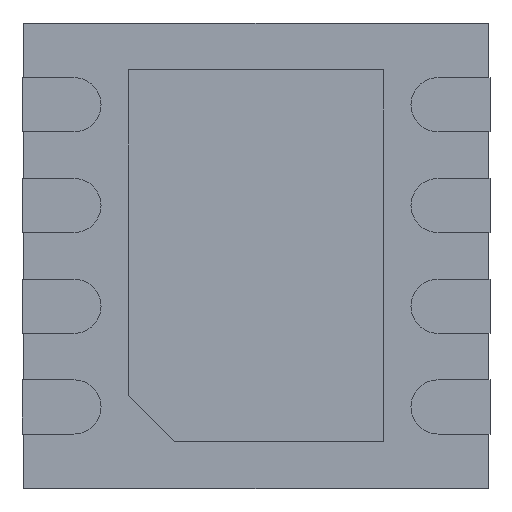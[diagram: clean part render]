
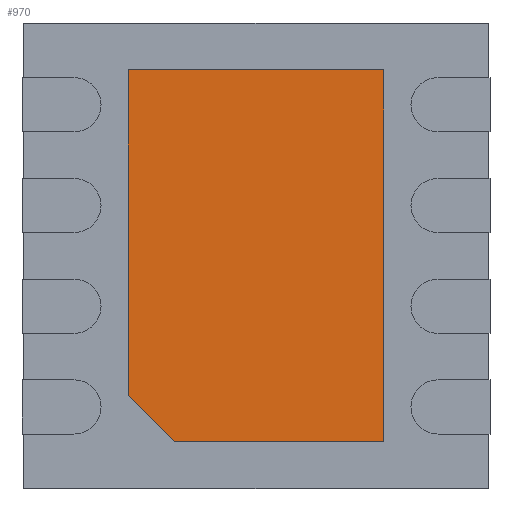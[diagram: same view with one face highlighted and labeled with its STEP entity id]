
A CAD part, top view. The second image highlights one B-rep face of the part: STEP entity #970.
In plain terms, the highlighted planar face has unit normal (0, 0, 1).
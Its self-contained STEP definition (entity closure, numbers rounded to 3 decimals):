
#77=PLANE('',#1070);
#138=FACE_OUTER_BOUND('',#202,.T.);
#202=EDGE_LOOP('',(#858,#859,#860,#861,#862));
#290=LINE('',#1556,#398);
#294=LINE('',#1563,#402);
#298=LINE('',#1572,#406);
#300=LINE('',#1576,#408);
#302=LINE('',#1579,#410);
#398=VECTOR('',#1282,10.);
#402=VECTOR('',#1288,10.);
#406=VECTOR('',#1296,10.);
#408=VECTOR('',#1300,10.);
#410=VECTOR('',#1304,10.);
#509=VERTEX_POINT('',#1553);
#510=VERTEX_POINT('',#1555);
#512=VERTEX_POINT('',#1561);
#515=VERTEX_POINT('',#1571);
#516=VERTEX_POINT('',#1575);
#622=EDGE_CURVE('',#509,#510,#290,.T.);
#626=EDGE_CURVE('',#509,#512,#294,.T.);
#630=EDGE_CURVE('',#515,#510,#298,.T.);
#632=EDGE_CURVE('',#516,#515,#300,.T.);
#634=EDGE_CURVE('',#512,#516,#302,.T.);
#858=ORIENTED_EDGE('',*,*,#622,.F.);
#859=ORIENTED_EDGE('',*,*,#626,.T.);
#860=ORIENTED_EDGE('',*,*,#634,.T.);
#861=ORIENTED_EDGE('',*,*,#632,.T.);
#862=ORIENTED_EDGE('',*,*,#630,.T.);
#970=ADVANCED_FACE('',(#138),#77,.T.);
#1070=AXIS2_PLACEMENT_3D('',#1580,#1305,#1306);
#1282=DIRECTION('',(-0.707,0.707,0.));
#1288=DIRECTION('',(1.,0.,0.));
#1296=DIRECTION('',(0.,-1.,0.));
#1300=DIRECTION('',(-1.,0.,0.));
#1304=DIRECTION('',(0.,1.,0.));
#1305=DIRECTION('center_axis',(0.,0.,1.));
#1306=DIRECTION('ref_axis',(1.,0.,0.));
#1553=CARTESIAN_POINT('',(-0.525,-1.2,1.01));
#1555=CARTESIAN_POINT('',(-0.825,-0.9,1.01));
#1556=CARTESIAN_POINT('',(-0.769,-0.956,1.01));
#1561=CARTESIAN_POINT('',(0.825,-1.2,1.01));
#1563=CARTESIAN_POINT('',(0.825,-1.2,1.01));
#1571=CARTESIAN_POINT('',(-0.825,1.2,1.01));
#1572=CARTESIAN_POINT('',(-0.825,-1.2,1.01));
#1575=CARTESIAN_POINT('',(0.825,1.2,1.01));
#1576=CARTESIAN_POINT('',(-0.825,1.2,1.01));
#1579=CARTESIAN_POINT('',(0.825,1.2,1.01));
#1580=CARTESIAN_POINT('Origin',(0.,0.,1.01));
